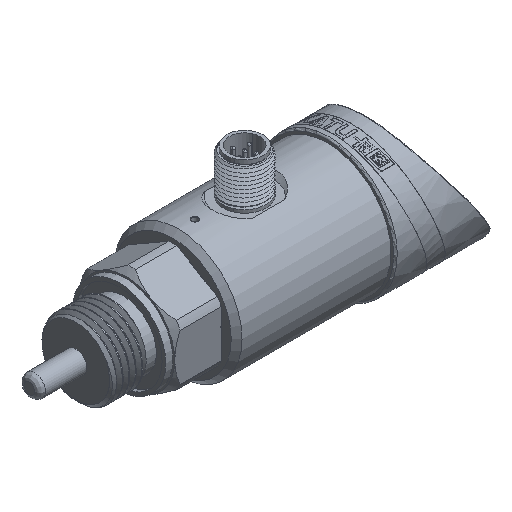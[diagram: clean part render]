
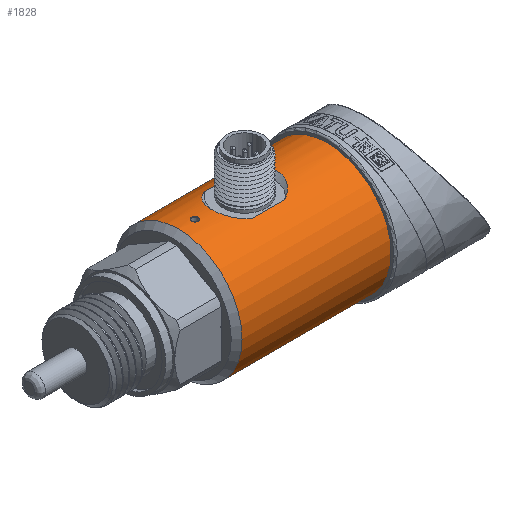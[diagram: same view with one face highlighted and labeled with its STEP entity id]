
A CAD part, isometric view. The second image highlights one B-rep face of the part: STEP entity #1828.
In plain terms, the highlighted cylindrical face has radius 17.75 mm (diameter 35.5 mm), a full revolution.
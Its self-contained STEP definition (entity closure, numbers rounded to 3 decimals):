
#211=B_SPLINE_CURVE_WITH_KNOTS('',3,(#16984,#16985,#16986,#16987,#16988,
#16989,#16990,#16991,#16992,#16993),.UNSPECIFIED.,.F.,.F.,(4,2,2,2,4),(0.,
0.25,0.5,0.75,1.),.UNSPECIFIED.);
#212=B_SPLINE_CURVE_WITH_KNOTS('',3,(#16994,#16995,#16996,#16997,#16998,
#16999,#17000,#17001,#17002,#17003),.UNSPECIFIED.,.F.,.F.,(4,2,2,2,4),(0.,
0.25,0.5,0.75,1.),.UNSPECIFIED.);
#213=B_SPLINE_CURVE_WITH_KNOTS('',3,(#17006,#17007,#17008,#17009,#17010,
#17011,#17012,#17013,#17014,#17015,#17016,#17017,#17018,#17019,#17020,#17021,
#17022,#17023,#17024,#17025,#17026,#17027,#17028,#17029,#17030,#17031,#17032,
#17033,#17034,#17035,#17036,#17037,#17038,#17039,#17040,#17041,#17042,#17043,
#17044,#17045,#17046,#17047,#17048,#17049,#17050,#17051,#17052,#17053,#17054,
#17055,#17056,#17057,#17058,#17059,#17060,#17061,#17062,#17063),
 .UNSPECIFIED.,.T.,.F.,(1,3,3,3,3,3,3,3,3,3,3,3,3,3,3,3,3,3,3,3,3,1),(-0.042,
0.,0.05,0.1,0.155,0.208,
0.262,0.314,0.368,0.422,
0.475,0.53,0.583,0.638,
0.691,0.745,0.799,0.851,
0.905,0.958,1.,1.05),.UNSPECIFIED.);
#948=CYLINDRICAL_SURFACE('',#12543,17.75);
#1162=FACE_BOUND('',#3494,.T.);
#1163=FACE_BOUND('',#3495,.T.);
#1164=FACE_BOUND('',#3496,.T.);
#1165=FACE_BOUND('',#3497,.T.);
#1433=CIRCLE('',#12541,17.75);
#1434=CIRCLE('',#12542,17.75);
#1828=ADVANCED_FACE('',(#1162,#1163,#1164,#1165),#948,.T.);
#3494=EDGE_LOOP('',(#4638));
#3495=EDGE_LOOP('',(#4639,#4640,#4641,#4642));
#3496=EDGE_LOOP('',(#4643));
#3497=EDGE_LOOP('',(#4644));
#4638=ORIENTED_EDGE('',*,*,#9084,.T.);
#4639=ORIENTED_EDGE('',*,*,#9080,.F.);
#4640=ORIENTED_EDGE('',*,*,#9085,.T.);
#4641=ORIENTED_EDGE('',*,*,#9078,.F.);
#4642=ORIENTED_EDGE('',*,*,#9086,.T.);
#4643=ORIENTED_EDGE('',*,*,#9087,.F.);
#4644=ORIENTED_EDGE('',*,*,#9088,.T.);
#7834=VERTEX_POINT('',#16970);
#7835=VERTEX_POINT('',#16971);
#7836=VERTEX_POINT('',#16973);
#7837=VERTEX_POINT('',#16975);
#7840=VERTEX_POINT('',#16983);
#7841=VERTEX_POINT('',#17005);
#7842=VERTEX_POINT('',#17064);
#9078=EDGE_CURVE('',#7834,#7835,#10734,.T.);
#9080=EDGE_CURVE('',#7836,#7837,#10735,.T.);
#9084=EDGE_CURVE('',#7840,#7840,#1433,.T.);
#9085=EDGE_CURVE('',#7836,#7835,#211,.T.);
#9086=EDGE_CURVE('',#7834,#7837,#212,.T.);
#9087=EDGE_CURVE('',#7841,#7841,#1434,.T.);
#9088=EDGE_CURVE('',#7842,#7842,#213,.T.);
#10734=LINE('',#16969,#11553);
#10735=LINE('',#16974,#11554);
#11553=VECTOR('',#13932,1.);
#11554=VECTOR('',#13935,1.);
#12541=AXIS2_PLACEMENT_3D('',#16982,#13944,#13945);
#12542=AXIS2_PLACEMENT_3D('',#17004,#13946,#13947);
#12543=AXIS2_PLACEMENT_3D('',#17065,#13948,#13949);
#13932=DIRECTION('',(1.,0.,0.));
#13935=DIRECTION('',(-1.,0.,0.));
#13944=DIRECTION('',(1.,0.,0.));
#13945=DIRECTION('',(0.,0.,1.));
#13946=DIRECTION('',(1.,0.,0.));
#13947=DIRECTION('',(0.,0.,1.));
#13948=DIRECTION('',(1.,0.,0.));
#13949=DIRECTION('',(0.,0.,-1.));
#16969=CARTESIAN_POINT('',(-10.5,11.457,-1.512));
#16970=CARTESIAN_POINT('',(-33.603,11.457,-1.512));
#16971=CARTESIAN_POINT('',(-24.397,11.457,-1.512));
#16973=CARTESIAN_POINT('',(-24.397,24.543,-1.512));
#16974=CARTESIAN_POINT('',(-10.5,24.543,-1.512));
#16975=CARTESIAN_POINT('',(-33.603,24.543,-1.512));
#16982=CARTESIAN_POINT('',(-47.5,18.,-18.012));
#16983=CARTESIAN_POINT('',(-47.5,18.,-0.262));
#16984=CARTESIAN_POINT('',(-24.397,24.543,-1.512));
#16985=CARTESIAN_POINT('',(-23.117,23.937,-1.272));
#16986=CARTESIAN_POINT('',(-21.984,23.074,-0.965));
#16987=CARTESIAN_POINT('',(-20.291,20.845,-0.455));
#16988=CARTESIAN_POINT('',(-19.753,19.435,-0.263));
#16989=CARTESIAN_POINT('',(-19.747,16.59,-0.261));
#16990=CARTESIAN_POINT('',(-20.279,15.177,-0.451));
#16991=CARTESIAN_POINT('',(-21.972,12.936,-0.961));
#16992=CARTESIAN_POINT('',(-23.115,12.064,-1.272));
#16993=CARTESIAN_POINT('',(-24.397,11.457,-1.512));
#16994=CARTESIAN_POINT('',(-33.603,11.457,-1.512));
#16995=CARTESIAN_POINT('',(-34.883,12.063,-1.272));
#16996=CARTESIAN_POINT('',(-36.016,12.926,-0.965));
#16997=CARTESIAN_POINT('',(-37.709,15.155,-0.455));
#16998=CARTESIAN_POINT('',(-38.247,16.565,-0.263));
#16999=CARTESIAN_POINT('',(-38.253,19.41,-0.261));
#17000=CARTESIAN_POINT('',(-37.721,20.823,-0.451));
#17001=CARTESIAN_POINT('',(-36.028,23.064,-0.961));
#17002=CARTESIAN_POINT('',(-34.885,23.936,-1.272));
#17003=CARTESIAN_POINT('',(-33.603,24.543,-1.512));
#17004=CARTESIAN_POINT('',(-3.,18.,-18.012));
#17005=CARTESIAN_POINT('',(-3.,18.,-0.262));
#17006=CARTESIAN_POINT('',(-43.791,17.995,-0.262));
#17007=CARTESIAN_POINT('',(-43.796,18.093,-0.262));
#17008=CARTESIAN_POINT('',(-43.785,18.194,-0.263));
#17009=CARTESIAN_POINT('',(-43.76,18.289,-0.265));
#17010=CARTESIAN_POINT('',(-43.734,18.384,-0.266));
#17011=CARTESIAN_POINT('',(-43.694,18.476,-0.269));
#17012=CARTESIAN_POINT('',(-43.641,18.559,-0.271));
#17013=CARTESIAN_POINT('',(-43.582,18.65,-0.274));
#17014=CARTESIAN_POINT('',(-43.507,18.732,-0.277));
#17015=CARTESIAN_POINT('',(-43.421,18.797,-0.28));
#17016=CARTESIAN_POINT('',(-43.338,18.86,-0.283));
#17017=CARTESIAN_POINT('',(-43.244,18.91,-0.286));
#17018=CARTESIAN_POINT('',(-43.145,18.943,-0.287));
#17019=CARTESIAN_POINT('',(-43.044,18.977,-0.289));
#17020=CARTESIAN_POINT('',(-42.935,18.994,-0.29));
#17021=CARTESIAN_POINT('',(-42.828,18.991,-0.29));
#17022=CARTESIAN_POINT('',(-42.725,18.988,-0.29));
#17023=CARTESIAN_POINT('',(-42.621,18.967,-0.289));
#17024=CARTESIAN_POINT('',(-42.524,18.932,-0.287));
#17025=CARTESIAN_POINT('',(-42.425,18.895,-0.285));
#17026=CARTESIAN_POINT('',(-42.33,18.841,-0.282));
#17027=CARTESIAN_POINT('',(-42.249,18.773,-0.279));
#17028=CARTESIAN_POINT('',(-42.168,18.706,-0.276));
#17029=CARTESIAN_POINT('',(-42.097,18.623,-0.273));
#17030=CARTESIAN_POINT('',(-42.043,18.532,-0.27));
#17031=CARTESIAN_POINT('',(-41.989,18.442,-0.268));
#17032=CARTESIAN_POINT('',(-41.95,18.342,-0.265));
#17033=CARTESIAN_POINT('',(-41.928,18.239,-0.264));
#17034=CARTESIAN_POINT('',(-41.906,18.134,-0.263));
#17035=CARTESIAN_POINT('',(-41.902,18.023,-0.262));
#17036=CARTESIAN_POINT('',(-41.916,17.917,-0.263));
#17037=CARTESIAN_POINT('',(-41.931,17.813,-0.263));
#17038=CARTESIAN_POINT('',(-41.963,17.71,-0.265));
#17039=CARTESIAN_POINT('',(-42.01,17.616,-0.267));
#17040=CARTESIAN_POINT('',(-42.058,17.52,-0.269));
#17041=CARTESIAN_POINT('',(-42.123,17.43,-0.271));
#17042=CARTESIAN_POINT('',(-42.202,17.356,-0.274));
#17043=CARTESIAN_POINT('',(-42.278,17.284,-0.277));
#17044=CARTESIAN_POINT('',(-42.367,17.224,-0.279));
#17045=CARTESIAN_POINT('',(-42.463,17.181,-0.281));
#17046=CARTESIAN_POINT('',(-42.559,17.137,-0.283));
#17047=CARTESIAN_POINT('',(-42.665,17.109,-0.285));
#17048=CARTESIAN_POINT('',(-42.77,17.099,-0.285));
#17049=CARTESIAN_POINT('',(-42.876,17.09,-0.286));
#17050=CARTESIAN_POINT('',(-42.984,17.1,-0.285));
#17051=CARTESIAN_POINT('',(-43.086,17.127,-0.284));
#17052=CARTESIAN_POINT('',(-43.186,17.153,-0.283));
#17053=CARTESIAN_POINT('',(-43.283,17.196,-0.281));
#17054=CARTESIAN_POINT('',(-43.369,17.253,-0.278));
#17055=CARTESIAN_POINT('',(-43.459,17.312,-0.276));
#17056=CARTESIAN_POINT('',(-43.538,17.388,-0.273));
#17057=CARTESIAN_POINT('',(-43.602,17.474,-0.27));
#17058=CARTESIAN_POINT('',(-43.664,17.557,-0.268));
#17059=CARTESIAN_POINT('',(-43.713,17.651,-0.266));
#17060=CARTESIAN_POINT('',(-43.745,17.75,-0.264));
#17061=CARTESIAN_POINT('',(-43.771,17.829,-0.263));
#17062=CARTESIAN_POINT('',(-43.787,17.912,-0.262));
#17063=CARTESIAN_POINT('',(-43.791,17.995,-0.262));
#17064=CARTESIAN_POINT('',(-43.791,17.995,-0.262));
#17065=CARTESIAN_POINT('',(-10.5,18.,-18.012));
